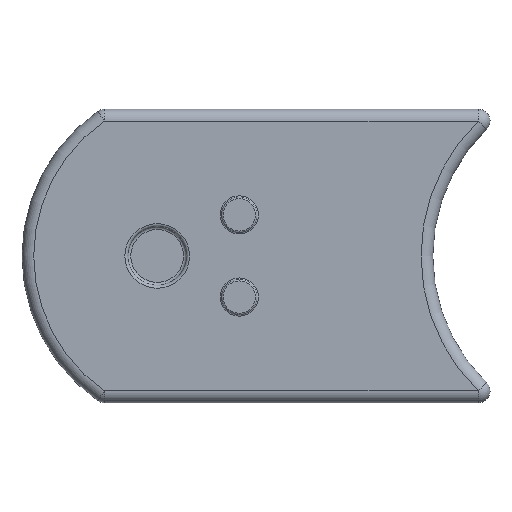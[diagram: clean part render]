
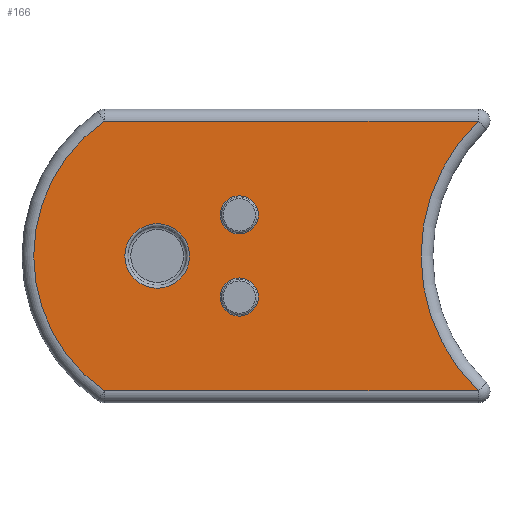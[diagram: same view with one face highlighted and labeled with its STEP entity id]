
A CAD part, top view. The second image highlights one B-rep face of the part: STEP entity #166.
In plain terms, the highlighted planar face has unit normal (0, 0, 1).
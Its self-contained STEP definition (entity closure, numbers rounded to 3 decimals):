
#40=PLANE('',#649);
#62=LINE('',#936,#80);
#65=LINE('',#962,#83);
#80=VECTOR('',#743,1.);
#83=VECTOR('',#778,1.);
#166=ADVANCED_FACE('',(#198,#199,#200,#201),#40,.T.);
#198=FACE_BOUND('',#255,.T.);
#199=FACE_BOUND('',#256,.T.);
#200=FACE_BOUND('',#257,.T.);
#201=FACE_BOUND('',#258,.T.);
#255=EDGE_LOOP('',(#388));
#256=EDGE_LOOP('',(#389));
#257=EDGE_LOOP('',(#390));
#258=EDGE_LOOP('',(#391,#392,#393,#394));
#388=ORIENTED_EDGE('',*,*,#513,.T.);
#389=ORIENTED_EDGE('',*,*,#514,.T.);
#390=ORIENTED_EDGE('',*,*,#515,.T.);
#391=ORIENTED_EDGE('',*,*,#497,.T.);
#392=ORIENTED_EDGE('',*,*,#487,.T.);
#393=ORIENTED_EDGE('',*,*,#483,.T.);
#394=ORIENTED_EDGE('',*,*,#493,.T.);
#429=VERTEX_POINT('',#927);
#433=VERTEX_POINT('',#935);
#434=VERTEX_POINT('',#940);
#439=VERTEX_POINT('',#955);
#445=VERTEX_POINT('',#999);
#446=VERTEX_POINT('',#1001);
#447=VERTEX_POINT('',#1003);
#483=EDGE_CURVE('',#429,#433,#62,.T.);
#487=EDGE_CURVE('',#434,#429,#549,.T.);
#493=EDGE_CURVE('',#433,#439,#555,.T.);
#497=EDGE_CURVE('',#439,#434,#65,.T.);
#513=EDGE_CURVE('',#445,#445,#563,.T.);
#514=EDGE_CURVE('',#446,#446,#564,.T.);
#515=EDGE_CURVE('',#447,#447,#565,.T.);
#549=CIRCLE('',#612,32.);
#555=CIRCLE('',#621,28.);
#563=CIRCLE('',#646,5.5);
#564=CIRCLE('',#647,3.25);
#565=CIRCLE('',#648,3.25);
#612=AXIS2_PLACEMENT_3D('',#943,#751,#752);
#621=AXIS2_PLACEMENT_3D('',#956,#769,#770);
#646=AXIS2_PLACEMENT_3D('',#998,#831,#832);
#647=AXIS2_PLACEMENT_3D('',#1000,#833,#834);
#648=AXIS2_PLACEMENT_3D('',#1002,#835,#836);
#649=AXIS2_PLACEMENT_3D('',#1004,#837,#838);
#743=DIRECTION('',(-1.,0.,0.));
#751=DIRECTION('',(0.,0.,-1.));
#752=DIRECTION('',(1.,0.,0.));
#769=DIRECTION('',(0.,0.,1.));
#770=DIRECTION('',(1.,0.,0.));
#778=DIRECTION('',(1.,0.,0.));
#831=DIRECTION('',(0.,0.,-1.));
#832=DIRECTION('',(1.,0.,0.));
#833=DIRECTION('',(0.,0.,-1.));
#834=DIRECTION('',(1.,0.,0.));
#835=DIRECTION('',(0.,0.,-1.));
#836=DIRECTION('',(1.,0.,0.));
#837=DIRECTION('',(0.,0.,1.));
#838=DIRECTION('',(1.,0.,0.));
#927=CARTESIAN_POINT('',(64.335,-2.,5.));
#935=CARTESIAN_POINT('',(0.614,-2.,5.));
#936=CARTESIAN_POINT('',(35.,-2.,5.));
#940=CARTESIAN_POINT('',(64.335,-48.,5.));
#943=CARTESIAN_POINT('',(86.583,-25.,5.));
#955=CARTESIAN_POINT('',(0.614,-48.,5.));
#956=CARTESIAN_POINT('',(16.583,-25.,5.));
#962=CARTESIAN_POINT('',(35.,-48.,5.));
#998=CARTESIAN_POINT('',(9.614,-25.,5.));
#999=CARTESIAN_POINT('',(15.114,-25.,5.));
#1000=CARTESIAN_POINT('',(23.614,-32.,5.));
#1001=CARTESIAN_POINT('',(26.864,-32.,5.));
#1002=CARTESIAN_POINT('',(23.614,-18.,5.));
#1003=CARTESIAN_POINT('',(26.864,-18.,5.));
#1004=CARTESIAN_POINT('',(35.,-25.,5.));
